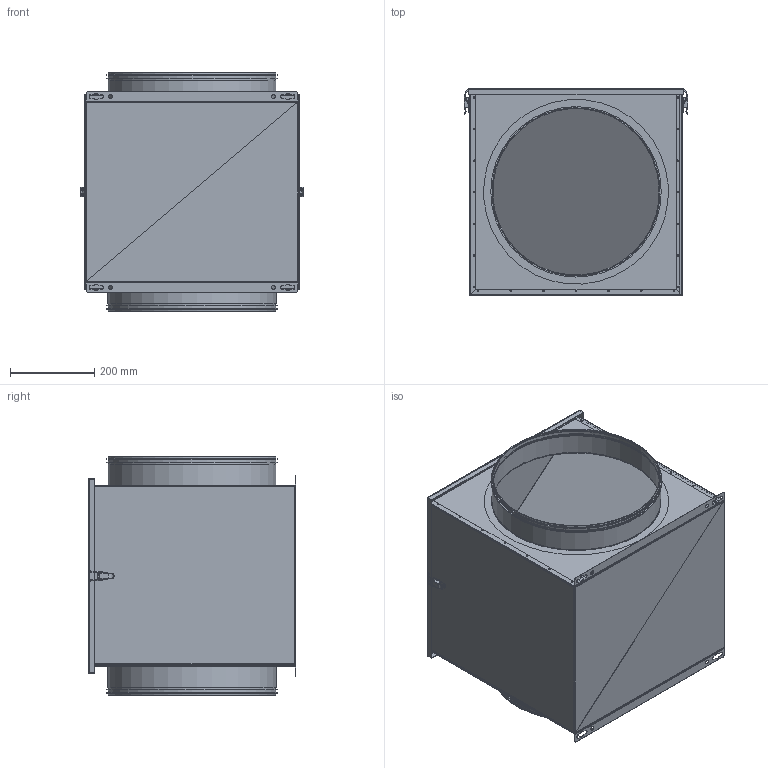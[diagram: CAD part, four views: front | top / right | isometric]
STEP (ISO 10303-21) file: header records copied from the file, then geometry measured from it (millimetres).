
FILE_DESCRIPTION(/* description */ (''),/* implementation_level */ '2;1');
FILE_NAME(/* name */ 'TFE 40.stp',/* time_stamp */ '2024-02-05T14:10:00Z',/* author */ ('matthew'),/* organization */ (''),/* preprocessor_version */ 'ST-DEVELOPER v19',/* originating_system */ 'Autodesk Inventor 2023',/* authorisation */ '');
FILE_SCHEMA (('AUTOMOTIVE_DESIGN { 1 0 10303 214 3 1 1 }'));
Length unit declared in the file: millimetre
Products named in the file (1): TFE 40
Bounding box: 530.4 x 491 x 565.99 mm (x, y, z)
Volume: 2979724.7 mm3; surface area: 3419434 mm2
Topology: 4 solids, 4 shells, 674 faces, 1604 edges, 982 vertices
Faces by surface type: plane 356, cylinder 272, torus 28, bspline 16, cone 2
Full cylindrical faces by diameter (mm): 2 x12, 2.6 x4, 3.3 x46, 3.5 x42, 9 x4, 394.4 x2, 395.4 x2, 397.4 x2, 398 x2, 399 x2, 402 x2, 404 x4, 438 x2
Entity records: 20638 total; most frequent: CARTESIAN_POINT 3957, DIRECTION 3445, ORIENTED_EDGE 3220, EDGE_CURVE 1610, AXIS2_PLACEMENT_3D 1238, VERTEX_POINT 984, LINE 969, VECTOR 969
